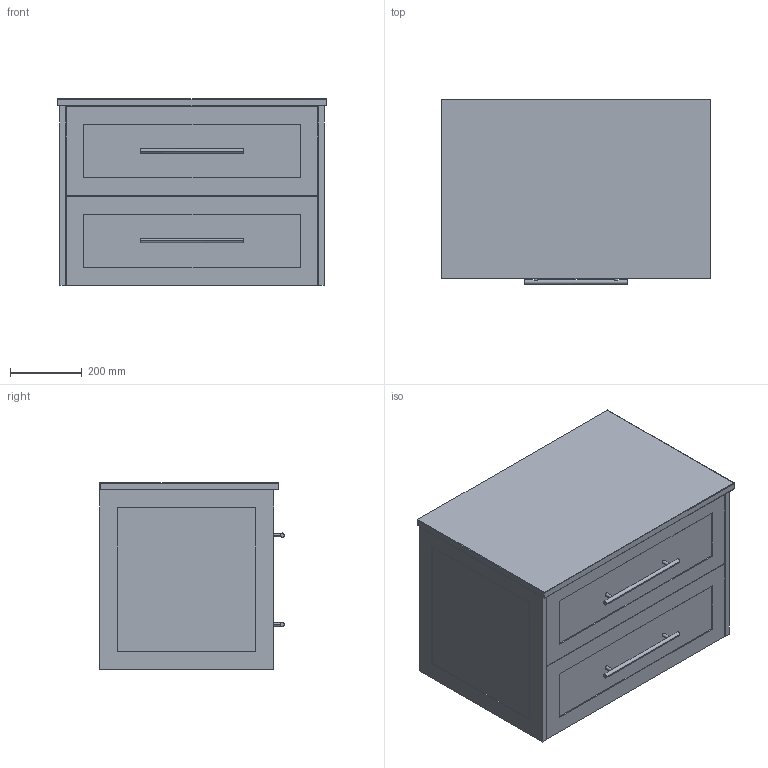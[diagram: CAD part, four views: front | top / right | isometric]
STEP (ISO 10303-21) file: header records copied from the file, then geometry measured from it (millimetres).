
FILE_DESCRIPTION(/* description */ (''),/* implementation_level */ '2;1');
FILE_NAME(/* name */ 'Kado Lux All-Drawer WH 750 (20MM)',/* time_stamp */ '2025-07-09T14:57:22+10:00',/* author */ (''),/* organization */ (''),/* preprocessor_version */ 'ST-DEVELOPER v16.5',/* originating_system */ '',/* authorisation */ '');
FILE_SCHEMA (('AUTOMOTIVE_DESIGN'));
Length unit declared in the file: millimetre
Products named in the file (9): Document; Kado Lux All-Drawer WH 750 (20MM); Kado Lux All-Drawer (Wall Hung)3031; Kado Lux All-Drawer WH ALL CARCASS272829; Kado Lux All-Drawer WH 750 Carcass16; Cross Bar handle 2241112131415; Kado Lux All-Drawer WH 750 Carcass2; Blank Benchtops ALL17181920212223242526; 750 Benchtop (20MM)456789
Assembly tree (9 placements, depth 6):
  Document
    Kado Lux All-Drawer WH 750 (20MM)
      Kado Lux All-Drawer (Wall Hung)3031
        Kado Lux All-Drawer WH ALL CARCASS272829
          Kado Lux All-Drawer WH 750 Carcass16
            Cross Bar handle 2241112131415  x2
            Kado Lux All-Drawer WH 750 Carcass2
      Blank Benchtops ALL17181920212223242526
        750 Benchtop (20MM)456789
Bounding box: 750 x 515 x 520 mm (x, y, z)
Volume: 34115789.5 mm3; surface area: 5589256.4 mm2
Topology: 8 solids, 8 shells, 111 faces, 242 edges, 148 vertices
Faces by surface type: plane 69, cylinder 30, bspline 12
Entity records: 2991 total; most frequent: CARTESIAN_POINT 1170, ORIENTED_EDGE 420, EDGE_CURVE 210, B_SPLINE_CURVE_WITH_KNOTS 166, VERTEX_POINT 132, DIRECTION 131, EDGE_LOOP 110, AXIS2_PLACEMENT_3D 110
